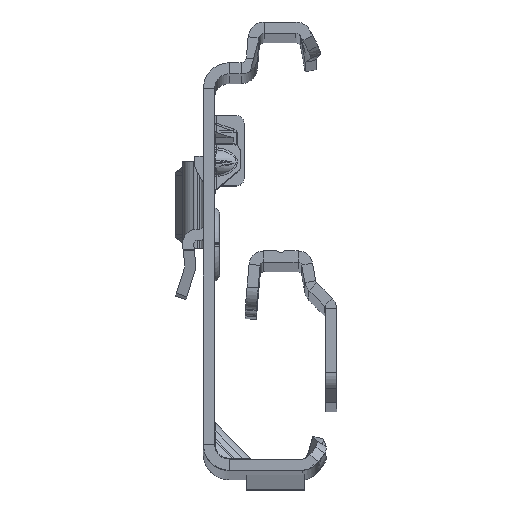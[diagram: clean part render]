
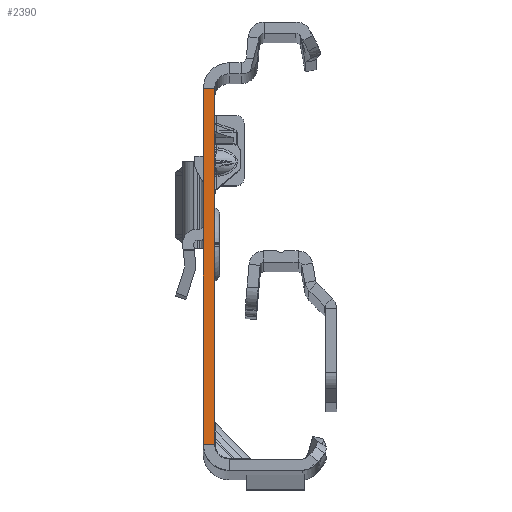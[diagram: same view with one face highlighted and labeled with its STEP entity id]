
A CAD part, top view. The second image highlights one B-rep face of the part: STEP entity #2390.
In plain terms, the highlighted planar face has unit normal (0, 0, 1).
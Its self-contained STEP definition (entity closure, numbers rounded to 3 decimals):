
#149 = EDGE_CURVE ( 'NONE', #21048, #18608, #36501, .T. ) ;
#192 = DIRECTION ( 'NONE',  ( -1., 0., 0. ) ) ;
#2390 = ADVANCED_FACE ( 'NONE', ( #12163 ), #30108, .T. ) ;
#3240 = DIRECTION ( 'NONE',  ( 0., -1., 0. ) ) ;
#3545 = ORIENTED_EDGE ( 'NONE', *, *, #23040, .T. ) ;
#3629 = VECTOR ( 'NONE', #40205, 1000. ) ;
#4592 = DIRECTION ( 'NONE',  ( 0., 0., 1. ) ) ;
#7158 = CARTESIAN_POINT ( 'NONE',  ( -1.5, -27.865, 0. ) ) ;
#12163 = FACE_OUTER_BOUND ( 'NONE', #47894, .T. ) ;
#13269 = DIRECTION ( 'NONE',  ( 1., 0., 0. ) ) ;
#14245 = VERTEX_POINT ( 'NONE', #33107 ) ;
#14757 = LINE ( 'NONE', #48004, #3629 ) ;
#16029 = VERTEX_POINT ( 'NONE', #25971 ) ;
#16850 = VECTOR ( 'NONE', #52973, 1000. ) ;
#18608 = VERTEX_POINT ( 'NONE', #47787 ) ;
#21048 = VERTEX_POINT ( 'NONE', #52171 ) ;
#22025 = LINE ( 'NONE', #39360, #47635 ) ;
#22719 = AXIS2_PLACEMENT_3D ( 'NONE', #51009, #4592, #13269 ) ;
#23040 = EDGE_CURVE ( 'NONE', #14245, #16029, #50185, .T. ) ;
#25971 = CARTESIAN_POINT ( 'NONE',  ( -1.5, -25.865, 0. ) ) ;
#30108 = PLANE ( 'NONE',  #22719 ) ;
#31752 = ORIENTED_EDGE ( 'NONE', *, *, #41523, .F. ) ;
#33107 = CARTESIAN_POINT ( 'NONE',  ( -1.5, 22.135, 0. ) ) ;
#35399 = CARTESIAN_POINT ( 'NONE',  ( 0., -27.865, 0. ) ) ;
#36501 = LINE ( 'NONE', #35399, #16850 ) ;
#36840 = EDGE_CURVE ( 'NONE', #21048, #14245, #14757, .T. ) ;
#38466 = ORIENTED_EDGE ( 'NONE', *, *, #36840, .T. ) ;
#39360 = CARTESIAN_POINT ( 'NONE',  ( 0., -25.865, 0. ) ) ;
#40205 = DIRECTION ( 'NONE',  ( -1., 0., 0. ) ) ;
#41523 = EDGE_CURVE ( 'NONE', #18608, #16029, #22025, .T. ) ;
#44334 = ORIENTED_EDGE ( 'NONE', *, *, #149, .F. ) ;
#47635 = VECTOR ( 'NONE', #192, 1000. ) ;
#47787 = CARTESIAN_POINT ( 'NONE',  ( 0., -25.865, 0. ) ) ;
#47894 = EDGE_LOOP ( 'NONE', ( #44334, #38466, #3545, #31752 ) ) ;
#48004 = CARTESIAN_POINT ( 'NONE',  ( 0., 22.135, 0. ) ) ;
#50185 = LINE ( 'NONE', #7158, #50906 ) ;
#50906 = VECTOR ( 'NONE', #3240, 1000. ) ;
#51009 = CARTESIAN_POINT ( 'NONE',  ( -1.5, -27.865, 0. ) ) ;
#52171 = CARTESIAN_POINT ( 'NONE',  ( 0., 22.135, 0. ) ) ;
#52973 = DIRECTION ( 'NONE',  ( 0., -1., 0. ) ) ;
